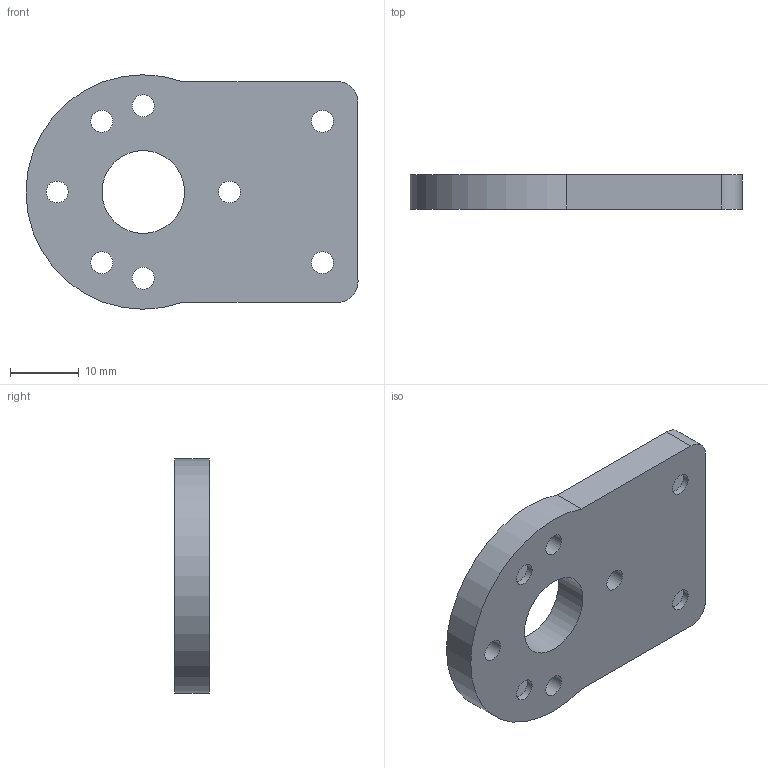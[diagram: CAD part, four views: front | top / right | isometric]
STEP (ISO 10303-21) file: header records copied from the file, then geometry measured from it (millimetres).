
FILE_DESCRIPTION(/* description */ (''),/* implementation_level */ '2;1');
FILE_NAME(/* name */ 'extended_motor_mount.step',/* time_stamp */ '2021-11-03T13:49:11+01:00',/* author */ (''),/* organization */ (''),/* preprocessor_version */ 'ST-DEVELOPER v18.1',/* originating_system */ 'Autodesk Translation Framework v10.10.0.1391',/* authorisation */ '');
FILE_SCHEMA (('AUTOMOTIVE_DESIGN { 1 0 10303 214 3 1 1 }'));
Length unit declared in the file: millimetre
Products named in the file (2): extended_motor_mount; Component1
Assembly tree (1 placements, depth 2):
  extended_motor_mount
    Component1
Bounding box: 48.15 x 5 x 34 mm (x, y, z)
Volume: 6080 mm3; surface area: 4021.3 mm2
Topology: 1 solids, 1 shells, 45 faces, 117 edges, 78 vertices
Faces by surface type: plane 33, cylinder 12
Full cylindrical faces by diameter (mm): 3.2 x8, 12 x1
Entity records: 1471 total; most frequent: CARTESIAN_POINT 243, DIRECTION 237, ORIENTED_EDGE 234, EDGE_CURVE 117, LINE 93, VECTOR 93, VERTEX_POINT 78, AXIS2_PLACEMENT_3D 72
